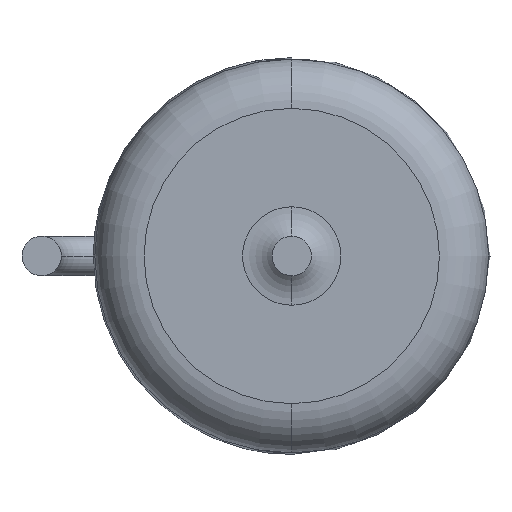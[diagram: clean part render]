
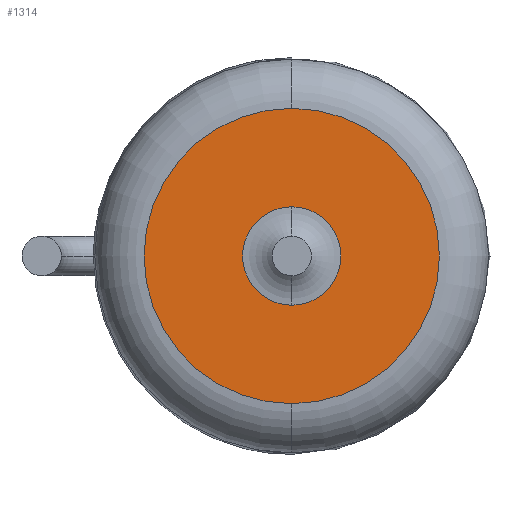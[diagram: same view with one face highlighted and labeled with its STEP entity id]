
A CAD part, front view. The second image highlights one B-rep face of the part: STEP entity #1314.
In plain terms, the highlighted planar face has unit normal (0, -1, 0).
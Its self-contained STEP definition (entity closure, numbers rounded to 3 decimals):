
#62 = DIRECTION ( 'NONE',  ( 0., -1., 0. ) ) ;
#99 = ORIENTED_EDGE ( 'NONE', *, *, #2508, .F. ) ;
#108 = ORIENTED_EDGE ( 'NONE', *, *, #1700, .T. ) ;
#110 = EDGE_CURVE ( 'NONE', #1360, #614, #2112, .T. ) ;
#254 = CIRCLE ( 'NONE', #2666, 1. ) ;
#359 = AXIS2_PLACEMENT_3D ( 'NONE', #768, #2632, #1127 ) ;
#486 = DIRECTION ( 'NONE',  ( 0., 0., 1. ) ) ;
#563 = VERTEX_POINT ( 'NONE', #1197 ) ;
#564 = DIRECTION ( 'NONE',  ( 0., 1., 0. ) ) ;
#584 = FACE_BOUND ( 'NONE', #1344, .T. ) ;
#600 = CARTESIAN_POINT ( 'NONE',  ( 0., -12., -1. ) ) ;
#614 = VERTEX_POINT ( 'NONE', #600 ) ;
#670 = AXIS2_PLACEMENT_3D ( 'NONE', #1085, #62, #486 ) ;
#764 = CARTESIAN_POINT ( 'NONE',  ( 0., -12., 0. ) ) ;
#768 = CARTESIAN_POINT ( 'NONE',  ( 0., -12., 0. ) ) ;
#981 = CARTESIAN_POINT ( 'NONE',  ( 0., -12., -3. ) ) ;
#1036 = VERTEX_POINT ( 'NONE', #981 ) ;
#1055 = ORIENTED_EDGE ( 'NONE', *, *, #110, .F. ) ;
#1085 = CARTESIAN_POINT ( 'NONE',  ( 0., -12., 0. ) ) ;
#1127 = DIRECTION ( 'NONE',  ( 0., 0., 1. ) ) ;
#1197 = CARTESIAN_POINT ( 'NONE',  ( 0., -12., 3. ) ) ;
#1219 = AXIS2_PLACEMENT_3D ( 'NONE', #1924, #2121, #2552 ) ;
#1314 = ADVANCED_FACE ( 'NONE', ( #584, #1402 ), #1587, .F. ) ;
#1344 = EDGE_LOOP ( 'NONE', ( #1055, #99 ) ) ;
#1360 = VERTEX_POINT ( 'NONE', #1889 ) ;
#1386 = CIRCLE ( 'NONE', #359, 3. ) ;
#1402 = FACE_OUTER_BOUND ( 'NONE', #2512, .T. ) ;
#1581 = DIRECTION ( 'NONE',  ( 0., -1., 0. ) ) ;
#1587 = PLANE ( 'NONE',  #2278 ) ;
#1700 = EDGE_CURVE ( 'NONE', #563, #1036, #1873, .T. ) ;
#1817 = DIRECTION ( 'NONE',  ( 0., 0., 1. ) ) ;
#1837 = DIRECTION ( 'NONE',  ( 0., 0., 1. ) ) ;
#1873 = CIRCLE ( 'NONE', #1219, 3. ) ;
#1889 = CARTESIAN_POINT ( 'NONE',  ( 0., -12., 1. ) ) ;
#1924 = CARTESIAN_POINT ( 'NONE',  ( 0., -12., 0. ) ) ;
#2112 = CIRCLE ( 'NONE', #670, 1. ) ;
#2121 = DIRECTION ( 'NONE',  ( 0., -1., 0. ) ) ;
#2185 = ORIENTED_EDGE ( 'NONE', *, *, #2274, .T. ) ;
#2258 = CARTESIAN_POINT ( 'NONE',  ( 0., -12., 0. ) ) ;
#2274 = EDGE_CURVE ( 'NONE', #1036, #563, #1386, .T. ) ;
#2278 = AXIS2_PLACEMENT_3D ( 'NONE', #2258, #564, #1837 ) ;
#2508 = EDGE_CURVE ( 'NONE', #614, #1360, #254, .T. ) ;
#2512 = EDGE_LOOP ( 'NONE', ( #108, #2185 ) ) ;
#2552 = DIRECTION ( 'NONE',  ( 0., 0., 1. ) ) ;
#2632 = DIRECTION ( 'NONE',  ( 0., -1., 0. ) ) ;
#2666 = AXIS2_PLACEMENT_3D ( 'NONE', #764, #1581, #1817 ) ;
